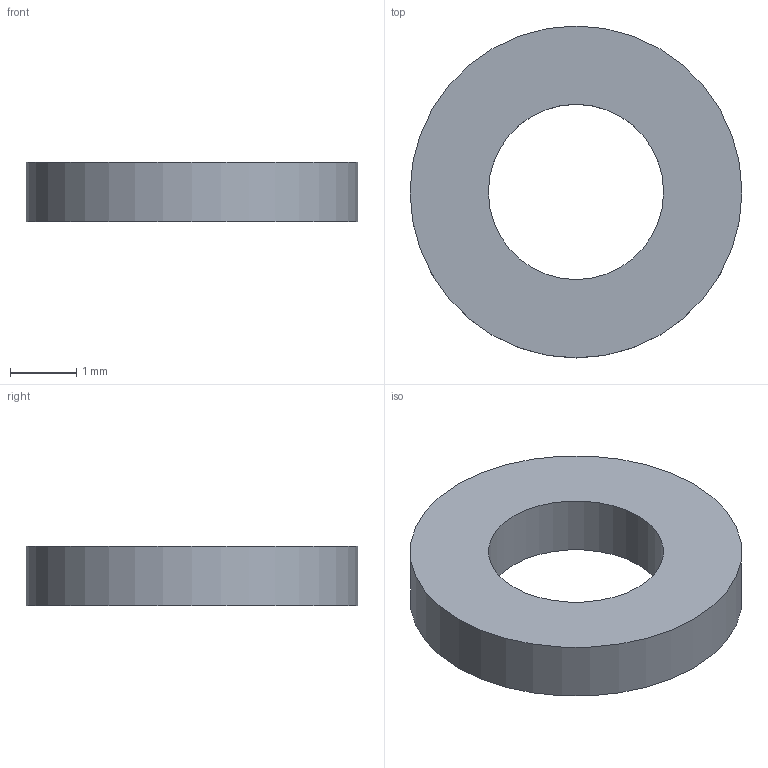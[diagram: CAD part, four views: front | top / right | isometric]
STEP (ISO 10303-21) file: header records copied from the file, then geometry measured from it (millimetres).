
FILE_DESCRIPTION((''),'2;1');
FILE_NAME('WHR FLAT M2.stp','2012-07-02T11:38:17',('stlaus'),(''),'Autodesk Inventor 2011','Autodesk Inventor 2011','');
FILE_SCHEMA(('AUTOMOTIVE_DESIGN { 1 0 10303 214 1 1 1 1 }'));
Products named in the file (2): Assembly1; Washer_M2Narrow - Washer_M2Narrow
Assembly tree (1 placements, depth 2):
  Assembly1
    Washer_M2Narrow - Washer_M2Narrow
Bounding box: 5 x 5 x 0.9 mm (x, y, z)
Volume: 12.7 mm3; surface area: 49.9 mm2
Topology: 1 solids, 1 shells, 4 faces, 6 edges, 4 vertices
Faces by surface type: cylinder 2, plane 2
Full cylindrical faces by diameter (mm): 2.64 x1, 5 x1
Entity records: 142 total; most frequent: DIRECTION 22, CARTESIAN_POINT 15, AXIS2_PLACEMENT_3D 11, ORIENTED_EDGE 8, EDGE_LOOP 8, DIMENSIONAL_EXPONENTS 4, VERTEX_POINT 4, CIRCLE 4
